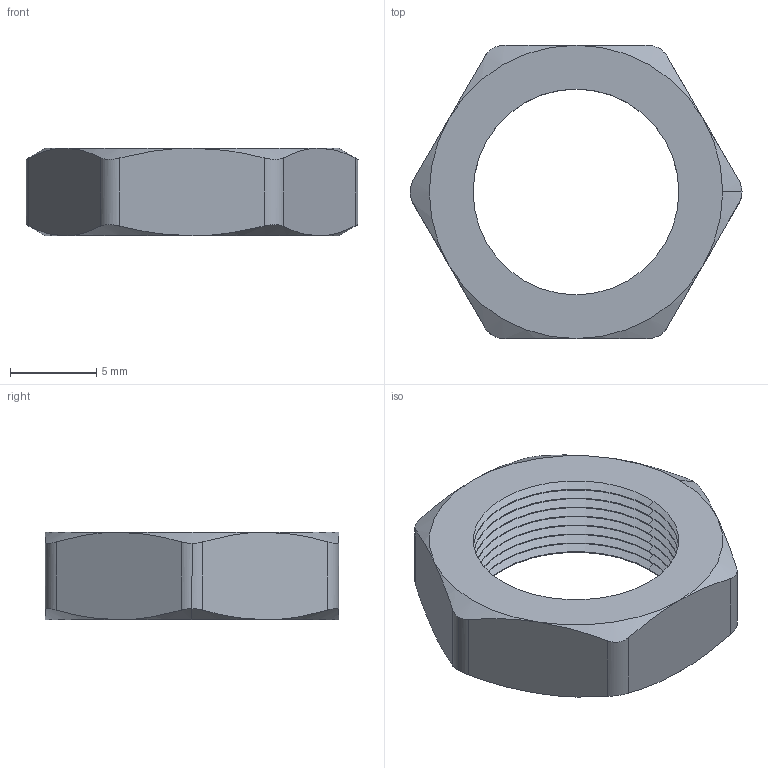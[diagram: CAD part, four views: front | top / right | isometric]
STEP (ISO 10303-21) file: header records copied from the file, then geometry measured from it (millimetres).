
FILE_DESCRIPTION (( 'STEP AP203' ), '1' );
FILE_NAME ('NM-12.STEP', '2008-04-01T12:44:23', ( 'Baystate-05' ), ( 'BayState InfoTech' ), 'SwSTEP 2.0', 'SolidWorks 2007', '' );
FILE_SCHEMA (( 'CONFIG_CONTROL_DESIGN' ));
Length unit declared in the file: inch
Products named in the file (1): NM-12
Bounding box: 19.26 x 17.02 x 5.08 mm (x, y, z)
Volume: 646.9 mm3; surface area: 931.6 mm2
Topology: 1 solids, 1 shells, 77 faces, 166 edges, 91 vertices
Faces by surface type: cone 46, cylinder 23, plane 8
Entity records: 2268 total; most frequent: CARTESIAN_POINT 566, DIRECTION 347, ORIENTED_EDGE 332, EDGE_CURVE 166, AXIS2_PLACEMENT_3D 142, VERTEX_POINT 91, EDGE_LOOP 79, FACE_OUTER_BOUND 77
